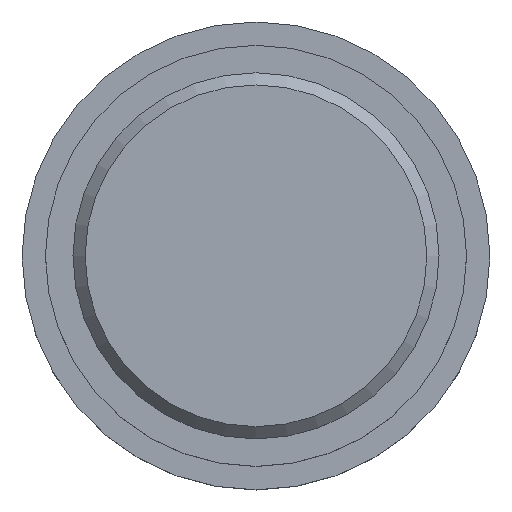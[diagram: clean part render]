
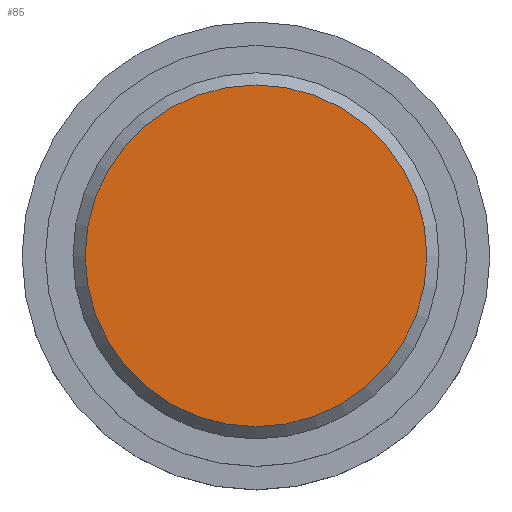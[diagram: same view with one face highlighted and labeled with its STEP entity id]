
A CAD part, top view. The second image highlights one B-rep face of the part: STEP entity #85.
In plain terms, the highlighted planar face has unit normal (0, 0, 1).
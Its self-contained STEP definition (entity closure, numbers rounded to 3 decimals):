
#85=ADVANCED_FACE('',(#116),#107,.F.);
#107=PLANE('',#278);
#116=FACE_OUTER_BOUND('',#118,.T.);
#118=EDGE_LOOP('',(#160));
#160=ORIENTED_EDGE('',*,*,#223,.F.);
#202=VERTEX_POINT('',#413);
#223=EDGE_CURVE('',#202,#202,#244,.T.);
#244=CIRCLE('',#277,4.2);
#277=AXIS2_PLACEMENT_3D('',#412,#324,#325);
#278=AXIS2_PLACEMENT_3D('',#414,#326,#327);
#324=DIRECTION('',(0.,0.,-1.));
#325=DIRECTION('',(-1.,0.,0.));
#326=DIRECTION('',(0.,0.,-1.));
#327=DIRECTION('',(-1.,0.,0.));
#412=CARTESIAN_POINT('',(0.,0.,3.5));
#413=CARTESIAN_POINT('',(-4.2,0.,3.5));
#414=CARTESIAN_POINT('',(0.,0.,3.5));
